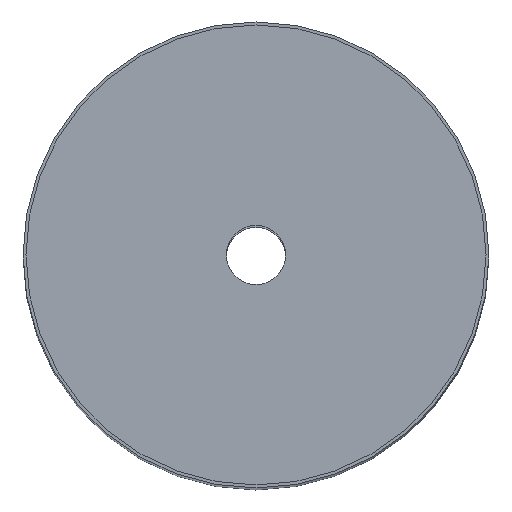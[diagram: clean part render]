
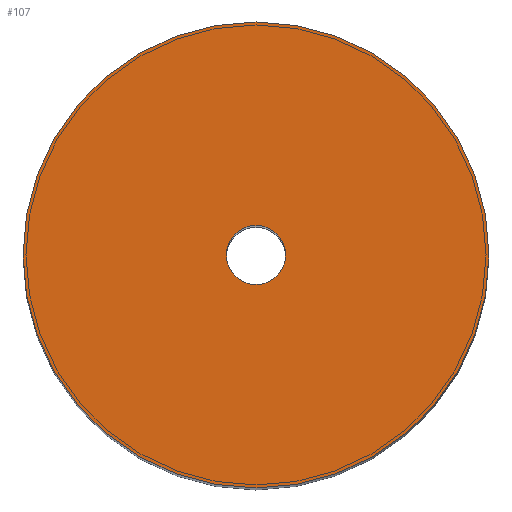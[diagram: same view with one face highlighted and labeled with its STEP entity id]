
A CAD part, top view. The second image highlights one B-rep face of the part: STEP entity #107.
In plain terms, the highlighted planar face has unit normal (0, 0, 1).
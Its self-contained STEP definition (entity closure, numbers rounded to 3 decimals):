
#26 = DIRECTION ( 'NONE',  ( 1., 0., 0. ) ) ;
#27 = VERTEX_POINT ( 'NONE', #391 ) ;
#38 = AXIS2_PLACEMENT_3D ( 'NONE', #248, #193, #26 ) ;
#56 = DIRECTION ( 'NONE',  ( 0., 0., 1. ) ) ;
#74 = AXIS2_PLACEMENT_3D ( 'NONE', #280, #56, #284 ) ;
#78 = EDGE_CURVE ( 'NONE', #321, #312, #187, .T. ) ;
#107 = ADVANCED_FACE ( 'NONE', ( #118, #286 ), #278, .T. ) ;
#116 = CIRCLE ( 'NONE', #74, 7.9 ) ;
#118 = FACE_BOUND ( 'NONE', #296, .T. ) ;
#130 = AXIS2_PLACEMENT_3D ( 'NONE', #227, #202, #209 ) ;
#131 = ORIENTED_EDGE ( 'NONE', *, *, #246, .T. ) ;
#154 = DIRECTION ( 'NONE',  ( 0., 0., 1. ) ) ;
#156 = CARTESIAN_POINT ( 'NONE',  ( -1., 0., 40.4 ) ) ;
#162 = ORIENTED_EDGE ( 'NONE', *, *, #78, .F. ) ;
#169 = ORIENTED_EDGE ( 'NONE', *, *, #396, .F. ) ;
#187 = CIRCLE ( 'NONE', #130, 1. ) ;
#188 = DIRECTION ( 'NONE',  ( 1., 0., 0. ) ) ;
#193 = DIRECTION ( 'NONE',  ( 0., 0., 1. ) ) ;
#202 = DIRECTION ( 'NONE',  ( 0., 0., 1. ) ) ;
#209 = DIRECTION ( 'NONE',  ( 1., 0., 0. ) ) ;
#216 = ORIENTED_EDGE ( 'NONE', *, *, #366, .T. ) ;
#227 = CARTESIAN_POINT ( 'NONE',  ( 0., 0., 40.4 ) ) ;
#246 = EDGE_CURVE ( 'NONE', #382, #27, #399, .T. ) ;
#248 = CARTESIAN_POINT ( 'NONE',  ( 0., 0., 40.4 ) ) ;
#277 = DIRECTION ( 'NONE',  ( 0., 0., 1. ) ) ;
#278 = PLANE ( 'NONE',  #38 ) ;
#280 = CARTESIAN_POINT ( 'NONE',  ( 0., 0., 40.4 ) ) ;
#284 = DIRECTION ( 'NONE',  ( 1., 0., 0. ) ) ;
#286 = FACE_OUTER_BOUND ( 'NONE', #335, .T. ) ;
#296 = EDGE_LOOP ( 'NONE', ( #169, #162 ) ) ;
#309 = CIRCLE ( 'NONE', #392, 1. ) ;
#310 = CARTESIAN_POINT ( 'NONE',  ( 1., 0., 40.4 ) ) ;
#312 = VERTEX_POINT ( 'NONE', #156 ) ;
#314 = CARTESIAN_POINT ( 'NONE',  ( 0., 0., 40.4 ) ) ;
#321 = VERTEX_POINT ( 'NONE', #310 ) ;
#327 = AXIS2_PLACEMENT_3D ( 'NONE', #314, #277, #341 ) ;
#335 = EDGE_LOOP ( 'NONE', ( #131, #216 ) ) ;
#336 = CARTESIAN_POINT ( 'NONE',  ( 0., 0., 40.4 ) ) ;
#341 = DIRECTION ( 'NONE',  ( 1., 0., 0. ) ) ;
#366 = EDGE_CURVE ( 'NONE', #27, #382, #116, .T. ) ;
#382 = VERTEX_POINT ( 'NONE', #405 ) ;
#391 = CARTESIAN_POINT ( 'NONE',  ( 7.9, 0., 40.4 ) ) ;
#392 = AXIS2_PLACEMENT_3D ( 'NONE', #336, #154, #188 ) ;
#396 = EDGE_CURVE ( 'NONE', #312, #321, #309, .T. ) ;
#399 = CIRCLE ( 'NONE', #327, 7.9 ) ;
#405 = CARTESIAN_POINT ( 'NONE',  ( -7.9, 0., 40.4 ) ) ;
